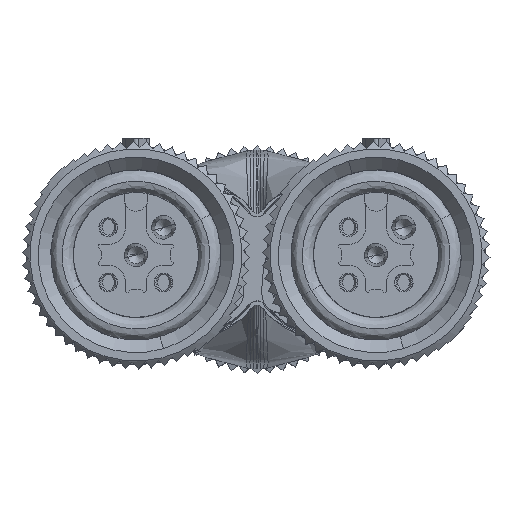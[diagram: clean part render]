
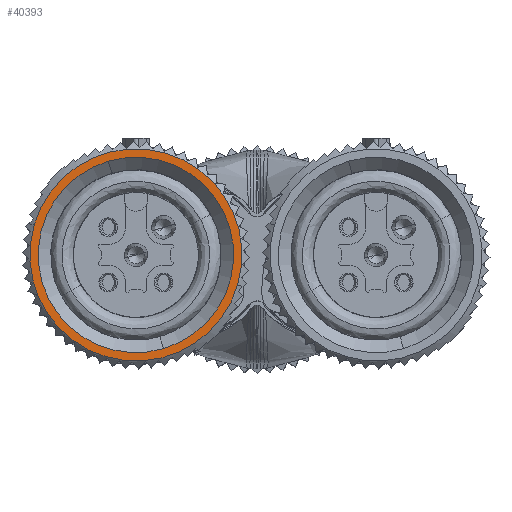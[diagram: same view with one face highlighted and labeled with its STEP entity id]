
A CAD part, top view. The second image highlights one B-rep face of the part: STEP entity #40393.
In plain terms, the highlighted planar face has unit normal (0, 0, 1).
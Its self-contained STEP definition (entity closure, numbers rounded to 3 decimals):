
#40099=AXIS2_PLACEMENT_3D('Circle Axis2P3D',#40097,#40098,$) ;
#40172=AXIS2_PLACEMENT_3D('Circle Axis2P3D',#40170,#40171,$) ;
#40369=AXIS2_PLACEMENT_3D('Plane Axis2P3D',#40366,#40367,#40368) ;
#40377=AXIS2_PLACEMENT_3D('Circle Axis2P3D',#40375,#40376,$) ;
#40386=AXIS2_PLACEMENT_3D('Circle Axis2P3D',#40384,#40385,$) ;
#40094=CARTESIAN_POINT('Vertex',(13.823,5.386,188.5)) ;
#40097=CARTESIAN_POINT('Axis2P3D Location',(7.298,7.3,188.5)) ;
#40101=CARTESIAN_POINT('Vertex',(0.773,9.215,188.5)) ;
#40170=CARTESIAN_POINT('Axis2P3D Location',(7.298,7.3,188.5)) ;
#40366=CARTESIAN_POINT('Axis2P3D Location',(12.107,2.492,188.5)) ;
#40375=CARTESIAN_POINT('Axis2P3D Location',(7.298,7.3,188.5)) ;
#40379=CARTESIAN_POINT('Vertex',(9.061,1.294,188.5)) ;
#40381=CARTESIAN_POINT('Vertex',(5.536,13.307,188.5)) ;
#40384=CARTESIAN_POINT('Axis2P3D Location',(7.298,7.3,188.5)) ;
#40098=DIRECTION('Axis2P3D Direction',(0.,0.,-1.)) ;
#40171=DIRECTION('Axis2P3D Direction',(0.,0.,-1.)) ;
#40367=DIRECTION('Axis2P3D Direction',(0.,0.,1.)) ;
#40368=DIRECTION('Axis2P3D XDirection',(-0.707,0.707,0.)) ;
#40376=DIRECTION('Axis2P3D Direction',(0.,0.,1.)) ;
#40385=DIRECTION('Axis2P3D Direction',(0.,0.,1.)) ;
#40372=ORIENTED_EDGE('',*,*,#40174,.T.) ;
#40373=ORIENTED_EDGE('',*,*,#40103,.T.) ;
#40390=ORIENTED_EDGE('',*,*,#40383,.F.) ;
#40391=ORIENTED_EDGE('',*,*,#40388,.F.) ;
#40392=FACE_BOUND('',#40389,.T.) ;
#40393=ADVANCED_FACE('Hauptk\X2\00F6\X0\rper',(#40374,#40392),#40370,.T.) ;
#40100=CIRCLE('generated circle',#40099,6.8) ;
#40173=CIRCLE('generated circle',#40172,6.8) ;
#40378=CIRCLE('generated circle',#40377,6.26) ;
#40387=CIRCLE('generated circle',#40386,6.26) ;
#40103=EDGE_CURVE('',#40102,#40095,#40100,.F.) ;
#40174=EDGE_CURVE('',#40095,#40102,#40173,.F.) ;
#40383=EDGE_CURVE('',#40380,#40382,#40378,.T.) ;
#40388=EDGE_CURVE('',#40382,#40380,#40387,.T.) ;
#40371=EDGE_LOOP('',(#40372,#40373)) ;
#40389=EDGE_LOOP('',(#40390,#40391)) ;
#40374=FACE_OUTER_BOUND('',#40371,.T.) ;
#40370=PLANE('',#40369) ;
#40095=VERTEX_POINT('',#40094) ;
#40102=VERTEX_POINT('',#40101) ;
#40380=VERTEX_POINT('',#40379) ;
#40382=VERTEX_POINT('',#40381) ;
